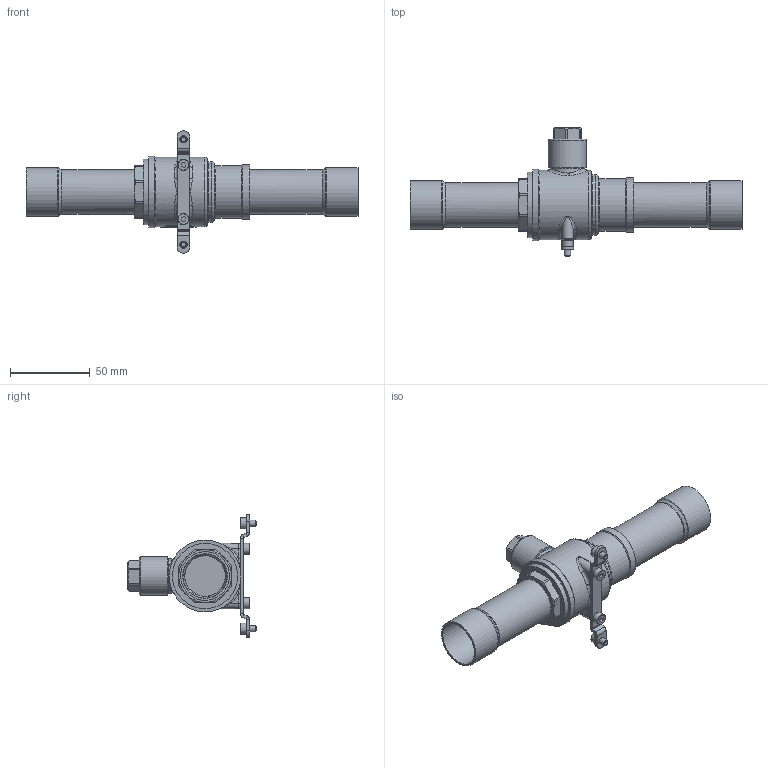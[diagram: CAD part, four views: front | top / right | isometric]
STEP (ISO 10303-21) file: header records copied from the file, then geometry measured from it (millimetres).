
FILE_DESCRIPTION(/* description */ (''),/* implementation_level */ '2;1');
FILE_NAME(/* name */ '009L7026R.stp',/* time_stamp */ '2022-08-24T11:01:21+03:00',/* author */ ('U403152'),/* organization */ (''),/* preprocessor_version */ 'ST-DEVELOPER v18.1',/* originating_system */ 'Autodesk Inventor 2020',/* authorisation */ '');
FILE_SCHEMA (('AUTOMOTIVE_DESIGN { 1 0 10303 214 3 1 1 }'));
Length unit declared in the file: millimetre
Products named in the file (1): Part1
Bounding box: 208.3 x 80.4 x 77 mm (x, y, z)
Volume: 79504.4 mm3; surface area: 47462.5 mm2
Topology: 1 solids, 8 shells, 516 faces, 1357 edges, 904 vertices
Faces by surface type: plane 203, bspline 168, cylinder 85, torus 34, cone 26
Full cylindrical faces by diameter (mm): 3.3 x2, 4 x4, 4.5 x4, 7 x4, 18 x1, 20.5 x1, 24 x1, 25.4 x2, 28 x4, 30.6 x2, 33 x1, 34 x1, 38 x1, 41 x1, 43.5 x1, 45 x1
Entity records: 26886 total; most frequent: CARTESIAN_POINT 14892, ORIENTED_EDGE 2710, DIRECTION 2129, EDGE_CURVE 1355, VERTEX_POINT 904, AXIS2_PLACEMENT_3D 787, EDGE_LOOP 571, LINE 555
